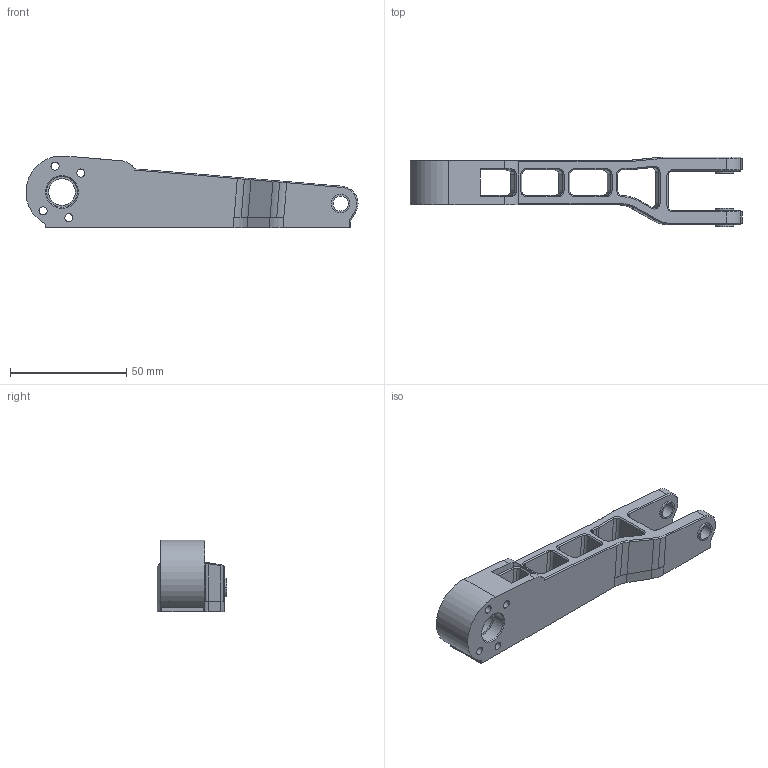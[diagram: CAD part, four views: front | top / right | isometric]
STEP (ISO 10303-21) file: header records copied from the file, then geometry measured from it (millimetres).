
FILE_DESCRIPTION (( 'STEP AP203' ), '1' );
FILE_NAME ('link2.STEP', '2025-05-01T23:53:18', ( '' ), ( '' ), 'SwSTEP 2.0', 'SolidWorks 2023', '' );
FILE_SCHEMA (( 'CONFIG_CONTROL_DESIGN' ));
Length unit declared in the file: metre
Products named in the file (1): link2
Bounding box: 142.86 x 30 x 30.95 mm (x, y, z)
Surface area: 19270.7 mm2 (no closed solid volume)
Topology: 0 solids, 1 shells, 340 faces, 822 edges, 491 vertices
Faces by surface type: plane 131, cylinder 86, bspline 70, cone 53
Entity records: 11589 total; most frequent: CARTESIAN_POINT 4069, ORIENTED_EDGE 1644, DIRECTION 1361, EDGE_CURVE 822, VERTEX_POINT 493, LINE 467, VECTOR 467, AXIS2_PLACEMENT_3D 447
